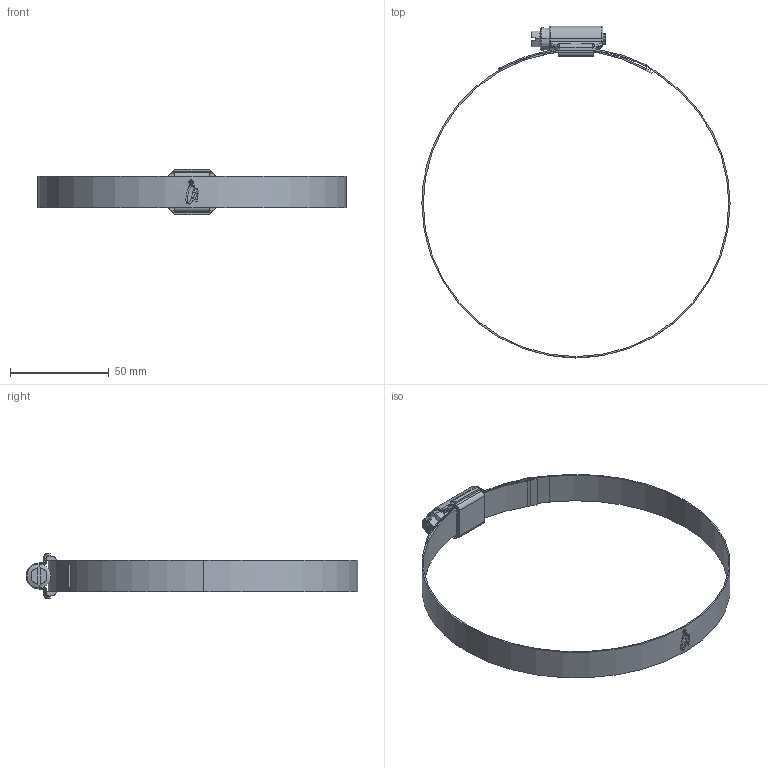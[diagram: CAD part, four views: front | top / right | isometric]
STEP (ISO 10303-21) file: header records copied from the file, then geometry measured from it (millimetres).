
FILE_DESCRIPTION (( 'STEP AP214' ), '1' );
FILE_NAME ('TRI-60-PWG-612.step', '2025-08-26T15:31:47', ( '' ), ( '' ), 'SwSTEP 2.0', 'SolidWorks 2025', '' );
FILE_SCHEMA (( 'AUTOMOTIVE_DESIGN' ));
Length unit declared in the file: millimetre
Products named in the file (1): TRI-60-PWG-612
Bounding box: 156.38 x 168.39 x 23 mm (x, y, z)
Volume: 11459.4 mm3; surface area: 23556 mm2
Topology: 4 solids, 4 shells, 268 faces, 733 edges, 472 vertices
Faces by surface type: cylinder 102, plane 87, bspline 65, cone 8, torus 6
Entity records: 10129 total; most frequent: CARTESIAN_POINT 3919, ORIENTED_EDGE 1458, DIRECTION 1017, EDGE_CURVE 729, VERTEX_POINT 472, VECTOR 369, LINE 369, AXIS2_PLACEMENT_3D 324
